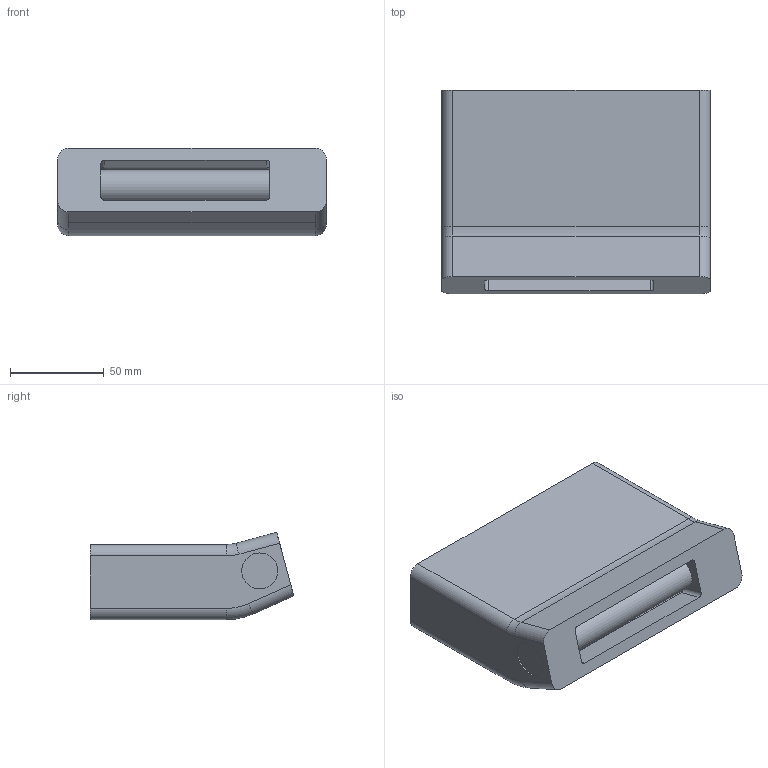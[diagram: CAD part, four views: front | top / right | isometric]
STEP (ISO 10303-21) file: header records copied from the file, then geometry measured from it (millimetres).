
FILE_DESCRIPTION(/* description */ (''),/* implementation_level */ '2;1');
FILE_NAME(/* name */ 'Callisto.step',/* time_stamp */ '2022-02-10T14:55:19-05:00',/* author */ (''),/* organization */ (''),/* preprocessor_version */ 'ST-DEVELOPER v18.1',/* originating_system */ 'Autodesk Translation Framework v10.10.0.1391',/* authorisation */ '');
FILE_SCHEMA (('AUTOMOTIVE_DESIGN { 1 0 10303 214 3 1 1 }'));
Length unit declared in the file: millimetre
Products named in the file (8): Callisto; IV-18; Case; Case Top; Case Bottom; PCB; Tube PCB; Main PCB
Assembly tree (7 placements, depth 5):
  Callisto
    IV-18
    Case
      Case Top
      Case Bottom
        PCB
          Tube PCB
          Main PCB
Bounding box: 143 x 108.21 x 46.47 mm (x, y, z)
Volume: 176294 mm3; surface area: 138947.9 mm2
Topology: 26 solids, 27 shells, 564 faces, 1467 edges, 961 vertices
Faces by surface type: plane 431, cylinder 107, torus 16, cone 10
Full cylindrical faces by diameter (mm): 0.9 x8, 3 x1, 3.2 x17, 4 x2, 6.5 x1, 7.1 x4, 13.15 x1, 17 x1, 18 x1, 19.15 x2
Entity records: 17548 total; most frequent: CARTESIAN_POINT 3098, ORIENTED_EDGE 2934, DIRECTION 2892, EDGE_CURVE 1467, LINE 1166, VECTOR 1166, VERTEX_POINT 961, AXIS2_PLACEMENT_3D 863
